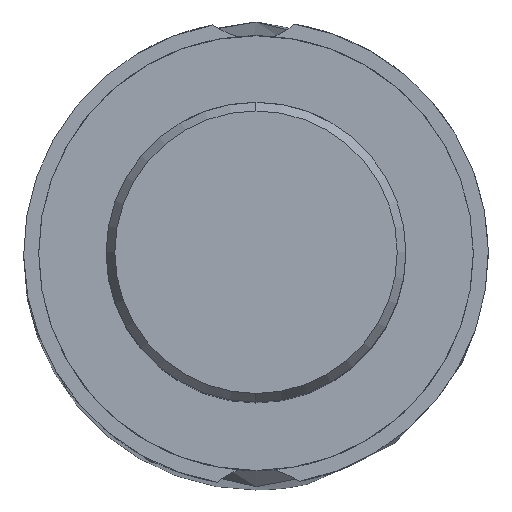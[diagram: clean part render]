
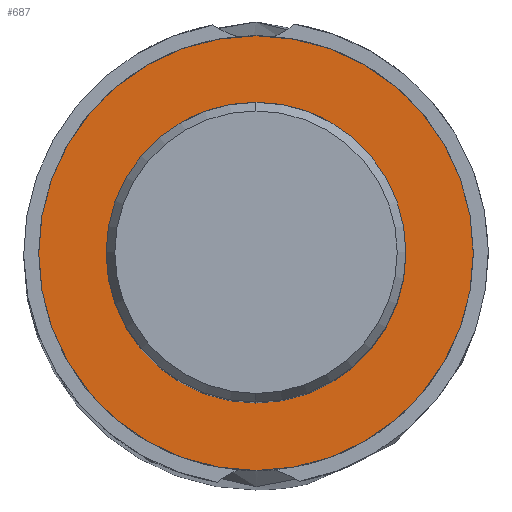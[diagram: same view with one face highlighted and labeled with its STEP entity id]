
A CAD part, top view. The second image highlights one B-rep face of the part: STEP entity #687.
In plain terms, the highlighted planar face has unit normal (0, 0, 1).
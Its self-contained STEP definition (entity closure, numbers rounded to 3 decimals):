
#411=VERTEX_POINT('',#1151);
#629=EDGE_CURVE('',#745,#1029,#1388,.T.);
#681=EDGE_CURVE('',#885,#411,#1445,.T.);
#687=ADVANCED_FACE('',(#1451,#1452),#1453,.T.);
#745=VERTEX_POINT('',#1520);
#779=EDGE_CURVE('',#1029,#745,#1556,.T.);
#885=VERTEX_POINT('',#1672);
#1029=VERTEX_POINT('',#1829);
#1089=EDGE_CURVE('',#411,#885,#1893,.T.);
#1151=CARTESIAN_POINT('',(0.0,29.0,-70.0));
#1388=CIRCLE('',#3190,20.0);
#1445=CIRCLE('',#3320,29.0);
#1451=FACE_BOUND('',#3326,.T.);
#1452=FACE_OUTER_BOUND('',#3327,.T.);
#1453=PLANE('',#3328);
#1520=CARTESIAN_POINT('',(0.0,20.0,-70.0));
#1556=CIRCLE('',#3983,20.0);
#1672=CARTESIAN_POINT('',(0.,-29.0,-70.0));
#1829=CARTESIAN_POINT('',(0.,-20.0,-70.0));
#1893=CIRCLE('',#5222,29.0);
#3190=AXIS2_PLACEMENT_3D('',#5638,#5639,#5640);
#3320=AXIS2_PLACEMENT_3D('',#5696,#5697,#5698);
#3326=EDGE_LOOP('',(#5700,#5701));
#3327=EDGE_LOOP('',(#5702,#5703));
#3328=AXIS2_PLACEMENT_3D('',#5704,#5705,#5706);
#3983=AXIS2_PLACEMENT_3D('',#5844,#5845,#5846);
#5222=AXIS2_PLACEMENT_3D('',#6206,#6207,#6208);
#5638=CARTESIAN_POINT('',(0.0,0.0,-70.0));
#5639=DIRECTION('',(-0.0,0.0,-1.0));
#5640=DIRECTION('',(0.0,1.0,0.0));
#5696=CARTESIAN_POINT('',(0.0,0.0,-70.0));
#5697=DIRECTION('',(0.0,0.0,-1.0));
#5698=DIRECTION('',(0.0,1.0,0.0));
#5700=ORIENTED_EDGE('',*,*,#629,.T.);
#5701=ORIENTED_EDGE('',*,*,#779,.T.);
#5702=ORIENTED_EDGE('',*,*,#1089,.F.);
#5703=ORIENTED_EDGE('',*,*,#681,.F.);
#5704=CARTESIAN_POINT('',(0.0,14.5,-70.0));
#5705=DIRECTION('',(-0.0,0.0,1.0));
#5706=DIRECTION('',(0.0,-1.0,0.0));
#5844=CARTESIAN_POINT('',(0.0,0.0,-70.0));
#5845=DIRECTION('',(-0.0,0.0,-1.0));
#5846=DIRECTION('',(0.0,1.0,0.0));
#6206=CARTESIAN_POINT('',(0.0,0.0,-70.0));
#6207=DIRECTION('',(0.0,0.0,-1.0));
#6208=DIRECTION('',(0.0,1.0,0.0));
